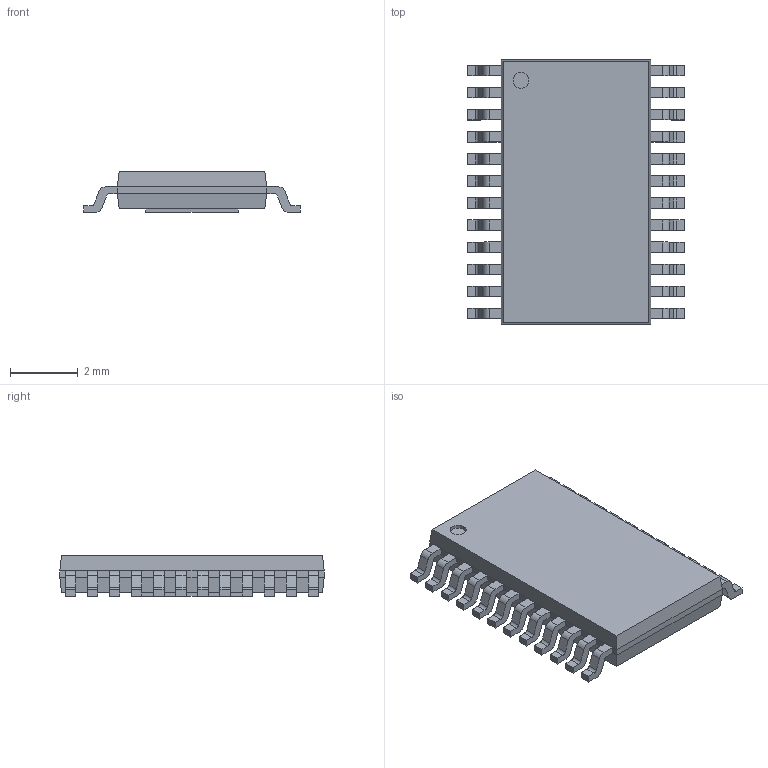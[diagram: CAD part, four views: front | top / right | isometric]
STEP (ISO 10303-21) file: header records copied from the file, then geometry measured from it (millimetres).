
FILE_DESCRIPTION(('FreeCAD Model'),'2;1');
FILE_NAME('tssop24.stp', '2015-12-05T18:20:40',('Author'),(''), 'Open CASCADE STEP processor 6.7','FreeCAD','Unknown');
FILE_SCHEMA(('AUTOMOTIVE_DESIGN_CC2 { 1 2 10303 214 -1 1 5 4 }'));
Length unit declared in the file: millimetre
Products named in the file (5): ASSEMBLY; Pocket; Array_(Mirror_#1); Array; Pad002
Assembly tree (4 placements, depth 2):
  ASSEMBLY
    Pocket
    Array_(Mirror_#1)
    Array
    Pad002
Bounding box: 6.4 x 7.8 x 1.2 mm (x, y, z)
Volume: 40.3 mm3; surface area: 148.8 mm2
Topology: 26 solids, 26 shells, 358 faces, 907 edges, 602 vertices
Faces by surface type: plane 261, cylinder 97
Full cylindrical faces by diameter (mm): 0.469 x1
Entity records: 23179 total; most frequent: CARTESIAN_POINT 4268, DIRECTION 3544, LINE 2333, VECTOR 2333, ORIENTED_EDGE 1814, PCURVE 1814, DEFINITIONAL_REPRESENTATION 1814, EDGE_CURVE 907
